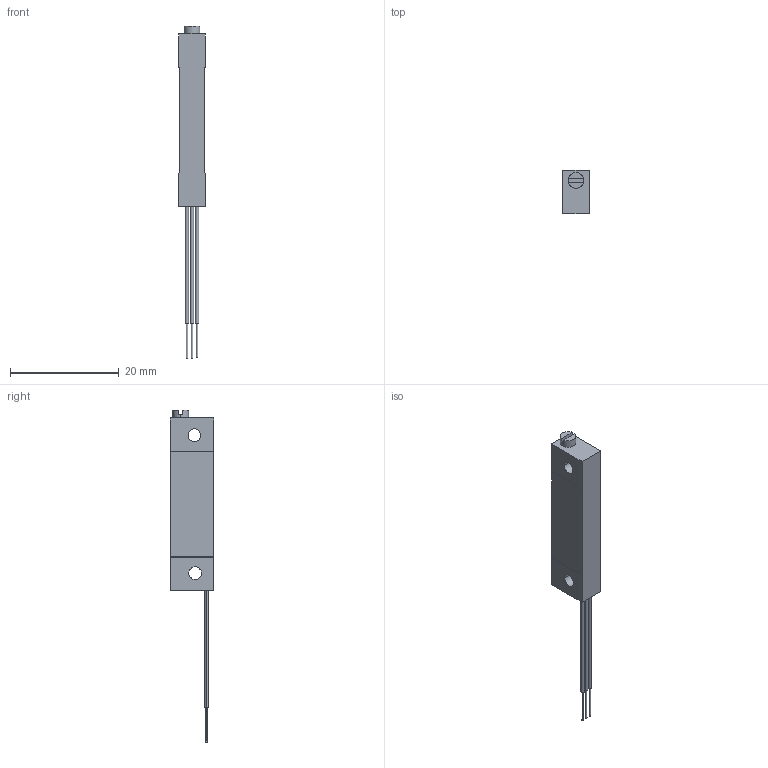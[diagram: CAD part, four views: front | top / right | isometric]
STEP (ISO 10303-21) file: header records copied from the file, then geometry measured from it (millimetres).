
FILE_DESCRIPTION((''),'2;1');
FILE_NAME('33256-63201','2012-10-24T',('stevec'),('Bourns, Inc.'),'PRO/ENGINEER BY PARAMETRIC TECHNOLOGY CORPORATION, 2012230','PRO/ENGINEER BY PARAMETRIC TECHNOLOGY CORPORATION, 2012230','');
FILE_SCHEMA(('CONFIG_CONTROL_DESIGN'));
Length unit declared in the file: inch
Products named in the file (1): 33256-63201
Bounding box: 4.83 x 8 x 61.16 mm (x, y, z)
Volume: 1186 mm3; surface area: 1129.4 mm2
Topology: 1 solids, 2 shells, 47 faces, 108 edges, 72 vertices
Faces by surface type: plane 27, cylinder 20
Entity records: 1392 total; most frequent: DIRECTION 246, CARTESIAN_POINT 227, ORIENTED_EDGE 216, EDGE_CURVE 108, AXIS2_PLACEMENT_3D 91, VERTEX_POINT 72, VECTOR 64, LINE 64
